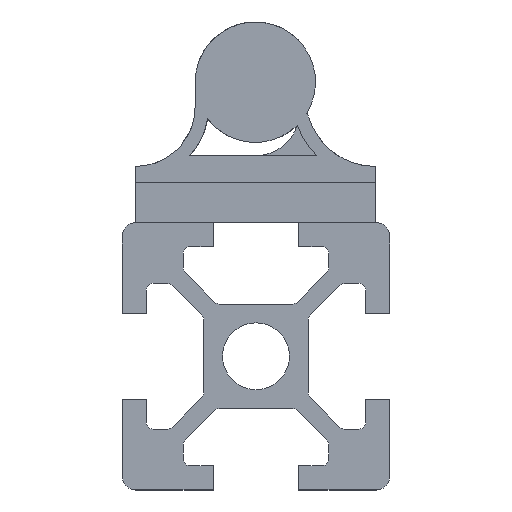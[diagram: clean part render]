
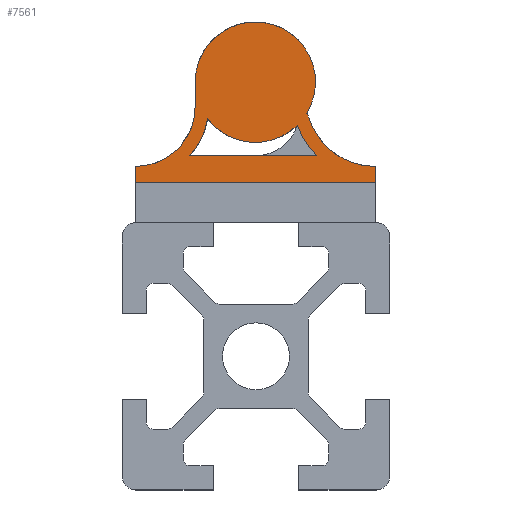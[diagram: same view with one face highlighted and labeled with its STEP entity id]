
A CAD part, front view. The second image highlights one B-rep face of the part: STEP entity #7561.
In plain terms, the highlighted planar face has unit normal (0, -1, 0).
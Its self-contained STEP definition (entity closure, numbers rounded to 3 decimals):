
#59=FACE_BOUND('',#799,.T.);
#146=PLANE('',#8090);
#388=FACE_OUTER_BOUND('',#798,.T.);
#798=EDGE_LOOP('',(#5514,#5515,#5516,#5517,#5518,#5519,#5520,#5521));
#799=EDGE_LOOP('',(#5522,#5523,#5524,#5525));
#1335=LINE('',#12013,#1979);
#1336=LINE('',#12017,#1980);
#1337=LINE('',#12019,#1981);
#1338=LINE('',#12021,#1982);
#1339=LINE('',#12026,#1983);
#1979=VECTOR('',#9482,10.);
#1980=VECTOR('',#9485,10.);
#1981=VECTOR('',#9486,10.);
#1982=VECTOR('',#9487,10.);
#1983=VECTOR('',#9492,10.);
#2469=CIRCLE('',#8051,4.5);
#2478=CIRCLE('',#8061,4.5);
#2495=CIRCLE('',#8084,6.177);
#2498=CIRCLE('',#8091,4.45);
#2499=CIRCLE('',#8092,5.177);
#2500=CIRCLE('',#8093,1.);
#2501=CIRCLE('',#8094,5.45);
#3123=VERTEX_POINT('',#11904);
#3124=VERTEX_POINT('',#11906);
#3140=VERTEX_POINT('',#11940);
#3141=VERTEX_POINT('',#11942);
#3163=VERTEX_POINT('',#11998);
#3166=VERTEX_POINT('',#12012);
#3167=VERTEX_POINT('',#12014);
#3168=VERTEX_POINT('',#12016);
#3169=VERTEX_POINT('',#12018);
#3170=VERTEX_POINT('',#12020);
#3171=VERTEX_POINT('',#12022);
#3172=VERTEX_POINT('',#12025);
#3992=EDGE_CURVE('',#3123,#3124,#2469,.T.);
#4010=EDGE_CURVE('',#3140,#3141,#2478,.T.);
#4039=EDGE_CURVE('',#3163,#3140,#2495,.T.);
#4045=EDGE_CURVE('',#3166,#3123,#1335,.T.);
#4046=EDGE_CURVE('',#3167,#3166,#2498,.T.);
#4047=EDGE_CURVE('',#3168,#3167,#1336,.T.);
#4048=EDGE_CURVE('',#3169,#3168,#1337,.T.);
#4049=EDGE_CURVE('',#3170,#3169,#1338,.T.);
#4050=EDGE_CURVE('',#3171,#3170,#2499,.T.);
#4051=EDGE_CURVE('',#3124,#3171,#2500,.T.);
#4052=EDGE_CURVE('',#3172,#3163,#1339,.T.);
#4053=EDGE_CURVE('',#3141,#3172,#2501,.T.);
#5514=ORIENTED_EDGE('',*,*,#3992,.F.);
#5515=ORIENTED_EDGE('',*,*,#4045,.F.);
#5516=ORIENTED_EDGE('',*,*,#4046,.F.);
#5517=ORIENTED_EDGE('',*,*,#4047,.F.);
#5518=ORIENTED_EDGE('',*,*,#4048,.F.);
#5519=ORIENTED_EDGE('',*,*,#4049,.F.);
#5520=ORIENTED_EDGE('',*,*,#4050,.F.);
#5521=ORIENTED_EDGE('',*,*,#4051,.F.);
#5522=ORIENTED_EDGE('',*,*,#4052,.F.);
#5523=ORIENTED_EDGE('',*,*,#4053,.F.);
#5524=ORIENTED_EDGE('',*,*,#4010,.F.);
#5525=ORIENTED_EDGE('',*,*,#4039,.F.);
#7561=ADVANCED_FACE('',(#388,#59),#146,.T.);
#8051=AXIS2_PLACEMENT_3D('',#11907,#9378,#9379);
#8061=AXIS2_PLACEMENT_3D('',#11943,#9407,#9408);
#8084=AXIS2_PLACEMENT_3D('',#12000,#9465,#9466);
#8090=AXIS2_PLACEMENT_3D('',#12011,#9480,#9481);
#8091=AXIS2_PLACEMENT_3D('',#12015,#9483,#9484);
#8092=AXIS2_PLACEMENT_3D('',#12023,#9488,#9489);
#8093=AXIS2_PLACEMENT_3D('',#12024,#9490,#9491);
#8094=AXIS2_PLACEMENT_3D('',#12027,#9493,#9494);
#9378=DIRECTION('center_axis',(0.,1.,0.));
#9379=DIRECTION('ref_axis',(1.,0.,0.));
#9407=DIRECTION('center_axis',(0.,1.,0.));
#9408=DIRECTION('ref_axis',(1.,0.,0.));
#9465=DIRECTION('center_axis',(0.,1.,0.));
#9466=DIRECTION('ref_axis',(1.,0.,0.));
#9480=DIRECTION('center_axis',(0.,-1.,0.));
#9481=DIRECTION('ref_axis',(1.,0.,0.));
#9482=DIRECTION('',(0.,0.,1.));
#9483=DIRECTION('center_axis',(0.,-1.,0.));
#9484=DIRECTION('ref_axis',(1.,0.,0.));
#9485=DIRECTION('',(0.,0.,1.));
#9486=DIRECTION('',(-1.,0.,0.));
#9487=DIRECTION('',(0.,0.,-1.));
#9488=DIRECTION('center_axis',(0.,-1.,0.));
#9489=DIRECTION('ref_axis',(1.,0.,0.));
#9490=DIRECTION('center_axis',(0.,1.,0.));
#9491=DIRECTION('ref_axis',(0.784,0.,0.621));
#9492=DIRECTION('',(1.,0.,0.));
#9493=DIRECTION('center_axis',(0.,1.,0.));
#9494=DIRECTION('ref_axis',(1.,0.,0.));
#11904=CARTESIAN_POINT('',(4.45,3.5,10.5));
#11906=CARTESIAN_POINT('',(12.801,3.5,8.172));
#11907=CARTESIAN_POINT('Origin',(8.95,3.5,10.5));
#11940=CARTESIAN_POINT('',(12.091,3.5,7.277));
#11942=CARTESIAN_POINT('',(5.377,3.5,7.764));
#11943=CARTESIAN_POINT('Origin',(8.95,3.5,10.5));
#11998=CARTESIAN_POINT('',(13.541,3.5,5.));
#12000=CARTESIAN_POINT('Origin',(17.9,3.5,9.377));
#12011=CARTESIAN_POINT('Origin',(8.95,3.5,9.));
#12012=CARTESIAN_POINT('',(4.45,3.5,8.65));
#12013=CARTESIAN_POINT('',(4.45,3.5,9.75));
#12014=CARTESIAN_POINT('',(0.,3.5,4.2));
#12015=CARTESIAN_POINT('Origin',(0.,3.5,8.65));
#12016=CARTESIAN_POINT('',(0.,3.5,3.));
#12017=CARTESIAN_POINT('',(0.,3.5,6.6));
#12018=CARTESIAN_POINT('',(17.9,3.5,3.));
#12019=CARTESIAN_POINT('',(4.475,3.5,3.));
#12020=CARTESIAN_POINT('',(17.9,3.5,4.2));
#12021=CARTESIAN_POINT('',(17.9,3.5,6.));
#12022=CARTESIAN_POINT('',(12.944,3.5,7.881));
#12023=CARTESIAN_POINT('Origin',(17.9,3.5,9.377));
#12024=CARTESIAN_POINT('Origin',(11.986,3.5,7.592));
#12025=CARTESIAN_POINT('',(4.047,3.5,5.));
#12026=CARTESIAN_POINT('',(11.246,3.5,5.));
#12027=CARTESIAN_POINT('Origin',(0.,3.5,8.65));
